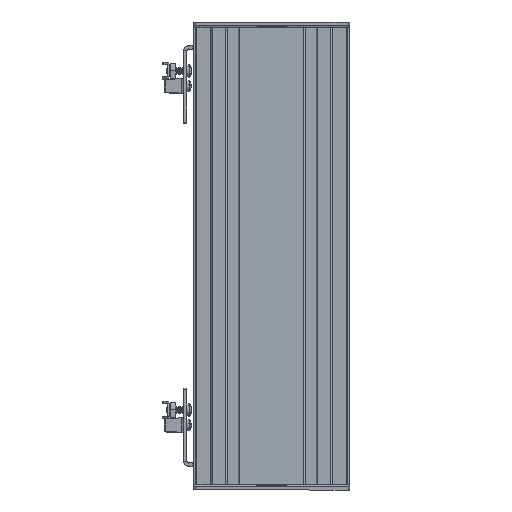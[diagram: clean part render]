
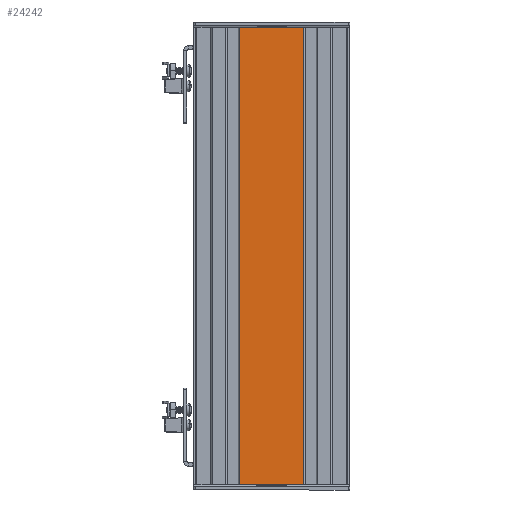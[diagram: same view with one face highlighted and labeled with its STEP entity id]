
A CAD part, front view. The second image highlights one B-rep face of the part: STEP entity #24242.
In plain terms, the highlighted planar face has unit normal (0, -1, 0).
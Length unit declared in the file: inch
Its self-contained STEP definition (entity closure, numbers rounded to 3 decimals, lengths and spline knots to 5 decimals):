
#130 = DIRECTION ( 'NONE',  ( 0., -1., 0. ) ) ;
#489 = EDGE_CURVE ( 'NONE', #5797, #24461, #8439, .T. ) ;
#503 = VECTOR ( 'NONE', #2105, 39.37008 ) ;
#862 = EDGE_CURVE ( 'NONE', #24461, #12184, #13210, .T. ) ;
#1191 = LINE ( 'NONE', #10102, #11783 ) ;
#1334 = ORIENTED_EDGE ( 'NONE', *, *, #14120, .T. ) ;
#2105 = DIRECTION ( 'NONE',  ( 1., 0., 0. ) ) ;
#2334 = FACE_OUTER_BOUND ( 'NONE', #2612, .T. ) ;
#2612 = EDGE_LOOP ( 'NONE', ( #15272, #12435, #24415, #1334 ) ) ;
#3623 = CARTESIAN_POINT ( 'NONE',  ( 1.1811, 0., -16.875 ) ) ;
#4782 = CARTESIAN_POINT ( 'NONE',  ( -1.1811, 0., -16.875 ) ) ;
#5797 = VERTEX_POINT ( 'NONE', #4782 ) ;
#8439 = LINE ( 'NONE', #17400, #20205 ) ;
#9035 = DIRECTION ( 'NONE',  ( 0., 0., -1. ) ) ;
#9166 = LINE ( 'NONE', #18131, #16753 ) ;
#10102 = CARTESIAN_POINT ( 'NONE',  ( -1.1811, 0., -16.875 ) ) ;
#11251 = PLANE ( 'NONE',  #13343 ) ;
#11783 = VECTOR ( 'NONE', #19046, 39.37008 ) ;
#12184 = VERTEX_POINT ( 'NONE', #21862 ) ;
#12435 = ORIENTED_EDGE ( 'NONE', *, *, #489, .F. ) ;
#13210 = LINE ( 'NONE', #22187, #503 ) ;
#13343 = AXIS2_PLACEMENT_3D ( 'NONE', #20193, #130, #9035 ) ;
#14120 = EDGE_CURVE ( 'NONE', #26282, #12184, #9166, .T. ) ;
#15272 = ORIENTED_EDGE ( 'NONE', *, *, #862, .F. ) ;
#16753 = VECTOR ( 'NONE', #27115, 39.37008 ) ;
#17400 = CARTESIAN_POINT ( 'NONE',  ( -1.1811, 0., -16.875 ) ) ;
#18131 = CARTESIAN_POINT ( 'NONE',  ( 1.1811, 0., -16.875 ) ) ;
#19046 = DIRECTION ( 'NONE',  ( 1., 0., 0. ) ) ;
#20193 = CARTESIAN_POINT ( 'NONE',  ( -1.1811, 0., -16.875 ) ) ;
#20205 = VECTOR ( 'NONE', #26384, 39.37008 ) ;
#20934 = EDGE_CURVE ( 'NONE', #5797, #26282, #1191, .T. ) ;
#21862 = CARTESIAN_POINT ( 'NONE',  ( 1.1811, 0., 0. ) ) ;
#22187 = CARTESIAN_POINT ( 'NONE',  ( -1.1811, 0., 0. ) ) ;
#24242 = ADVANCED_FACE ( 'NONE', ( #2334 ), #11251, .T. ) ;
#24415 = ORIENTED_EDGE ( 'NONE', *, *, #20934, .T. ) ;
#24461 = VERTEX_POINT ( 'NONE', #25653 ) ;
#25653 = CARTESIAN_POINT ( 'NONE',  ( -1.1811, 0., 0. ) ) ;
#26282 = VERTEX_POINT ( 'NONE', #3623 ) ;
#26384 = DIRECTION ( 'NONE',  ( 0., 0., 1. ) ) ;
#27115 = DIRECTION ( 'NONE',  ( 0., 0., 1. ) ) ;
